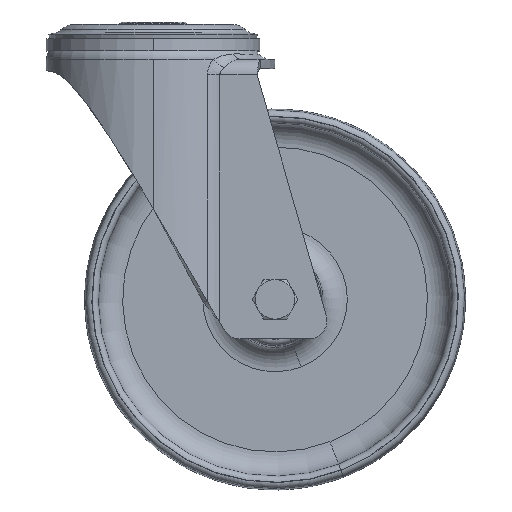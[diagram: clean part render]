
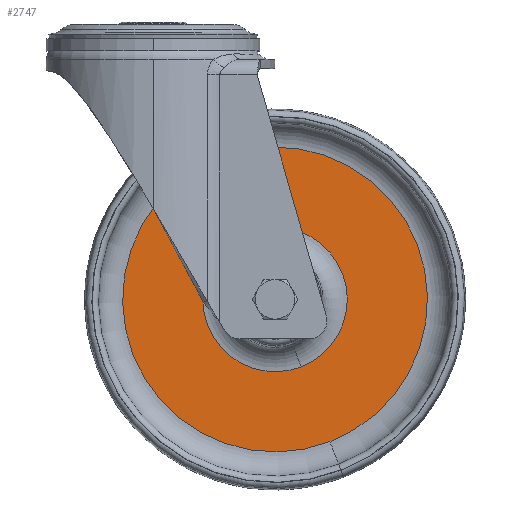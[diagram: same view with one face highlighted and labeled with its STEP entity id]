
A CAD part, top view. The second image highlights one B-rep face of the part: STEP entity #2747.
In plain terms, the highlighted planar face has unit normal (0, 0, 1).
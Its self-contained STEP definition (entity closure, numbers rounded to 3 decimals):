
#9 = EDGE_CURVE ( 'NONE', #7380, #9253, #2917, .T. ) ;
#78 = DIRECTION ( 'NONE',  ( 0.36, -0.933, 0. ) ) ;
#174 = FACE_BOUND ( 'NONE', #14095, .T. ) ;
#519 = AXIS2_PLACEMENT_3D ( 'NONE', #11260, #858, #10122 ) ;
#858 = DIRECTION ( 'NONE',  ( 0., 0., -1. ) ) ;
#1807 = DIRECTION ( 'NONE',  ( 0.36, -0.933, 0. ) ) ;
#2673 = CARTESIAN_POINT ( 'NONE',  ( 94.106, -70.108, 3. ) ) ;
#2747 = ADVANCED_FACE ( 'NONE', ( #174, #10673 ), #14230, .T. ) ;
#2917 = CIRCLE ( 'NONE', #8023, 23.692 ) ;
#2945 = CARTESIAN_POINT ( 'NONE',  ( 58.011, -137.643, 3. ) ) ;
#3044 = CARTESIAN_POINT ( 'NONE',  ( 48.534, -113.102, 3. ) ) ;
#3568 = VERTEX_POINT ( 'NONE', #8054 ) ;
#5065 = AXIS2_PLACEMENT_3D ( 'NONE', #11398, #9354, #13981 ) ;
#5213 = CARTESIAN_POINT ( 'NONE',  ( 40., -91., 3. ) ) ;
#5847 = VERTEX_POINT ( 'NONE', #2945 ) ;
#6670 = CIRCLE ( 'NONE', #11041, 50. ) ;
#6764 = CARTESIAN_POINT ( 'NONE',  ( 31.466, -68.898, 3. ) ) ;
#6965 = AXIS2_PLACEMENT_3D ( 'NONE', #2673, #7248, #8031 ) ;
#7248 = DIRECTION ( 'NONE',  ( 0., 0., 1. ) ) ;
#7380 = VERTEX_POINT ( 'NONE', #6764 ) ;
#7437 = ORIENTED_EDGE ( 'NONE', *, *, #9, .T. ) ;
#8023 = AXIS2_PLACEMENT_3D ( 'NONE', #11772, #14295, #78 ) ;
#8031 = DIRECTION ( 'NONE',  ( 0.36, -0.933, 0. ) ) ;
#8054 = CARTESIAN_POINT ( 'NONE',  ( 21.989, -44.357, 3. ) ) ;
#8160 = ORIENTED_EDGE ( 'NONE', *, *, #9487, .T. ) ;
#8668 = EDGE_LOOP ( 'NONE', ( #8160, #9453 ) ) ;
#9253 = VERTEX_POINT ( 'NONE', #3044 ) ;
#9354 = DIRECTION ( 'NONE',  ( 0., 0., 1. ) ) ;
#9453 = ORIENTED_EDGE ( 'NONE', *, *, #11644, .T. ) ;
#9454 = CIRCLE ( 'NONE', #5065, 50. ) ;
#9487 = EDGE_CURVE ( 'NONE', #5847, #3568, #6670, .T. ) ;
#9944 = DIRECTION ( 'NONE',  ( 0., 0., 1. ) ) ;
#10122 = DIRECTION ( 'NONE',  ( 0.36, -0.933, 0. ) ) ;
#10381 = ORIENTED_EDGE ( 'NONE', *, *, #10627, .T. ) ;
#10627 = EDGE_CURVE ( 'NONE', #9253, #7380, #11676, .T. ) ;
#10673 = FACE_OUTER_BOUND ( 'NONE', #8668, .T. ) ;
#11041 = AXIS2_PLACEMENT_3D ( 'NONE', #5213, #9944, #1807 ) ;
#11260 = CARTESIAN_POINT ( 'NONE',  ( 40., -91., 3. ) ) ;
#11398 = CARTESIAN_POINT ( 'NONE',  ( 40., -91., 3. ) ) ;
#11644 = EDGE_CURVE ( 'NONE', #3568, #5847, #9454, .T. ) ;
#11676 = CIRCLE ( 'NONE', #519, 23.692 ) ;
#11772 = CARTESIAN_POINT ( 'NONE',  ( 40., -91., 3. ) ) ;
#13981 = DIRECTION ( 'NONE',  ( 0.36, -0.933, 0. ) ) ;
#14095 = EDGE_LOOP ( 'NONE', ( #10381, #7437 ) ) ;
#14230 = PLANE ( 'NONE',  #6965 ) ;
#14295 = DIRECTION ( 'NONE',  ( 0., 0., -1. ) ) ;
